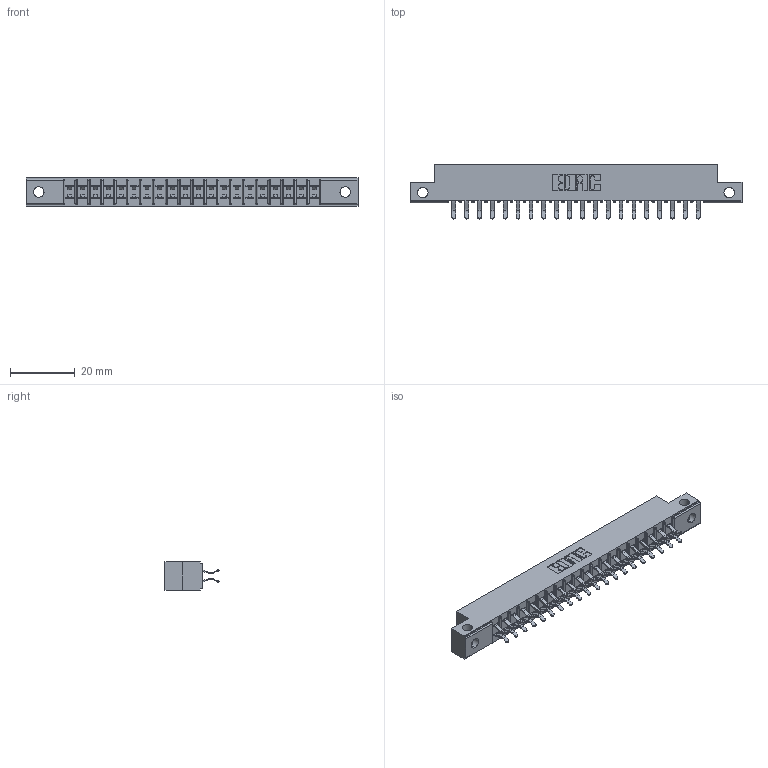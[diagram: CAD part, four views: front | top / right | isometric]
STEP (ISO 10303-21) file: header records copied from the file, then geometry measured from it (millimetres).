
FILE_DESCRIPTION (( 'STEP AP203' ), '1' );
FILE_NAME ('355-040-556-512.STEP', '2020-09-20T06:55:02', ( '' ), ( '' ), 'SwSTEP 2.0', 'SolidWorks 2020', '' );
FILE_SCHEMA (( 'CONFIG_CONTROL_DESIGN' ));
Length unit declared in the file: inch
Products named in the file (3): 355-040-556-512; 305-290-001_556; 305 Part_.128 Dia
Assembly tree (41 placements, depth 2):
  355-040-556-512
    305 Part_.128 Dia
    305-290-001_556  x40
Bounding box: 102.26 x 16.64 x 8.71 mm (x, y, z)
Volume: 5994.3 mm3; surface area: 11839.4 mm2
Topology: 41 solids, 41 shells, 2368 faces, 6812 edges, 4428 vertices
Faces by surface type: plane 1308, cylinder 980, sphere 80
Entity records: 24961 total; most frequent: CARTESIAN_POINT 4182, ORIENTED_EDGE 4104, DIRECTION 4006, EDGE_CURVE 2052, LINE 1614, VECTOR 1614, VERTEX_POINT 1308, AXIS2_PLACEMENT_3D 1196
